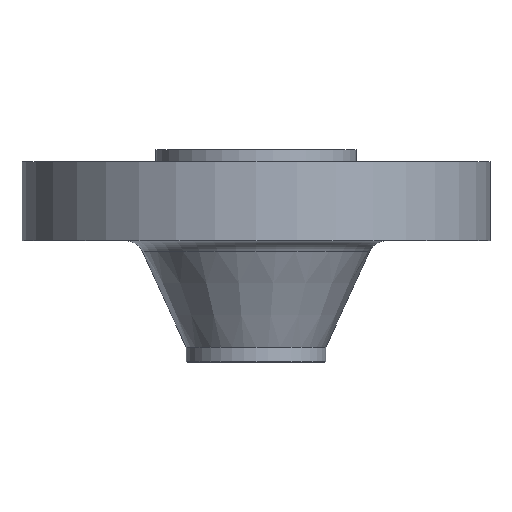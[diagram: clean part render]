
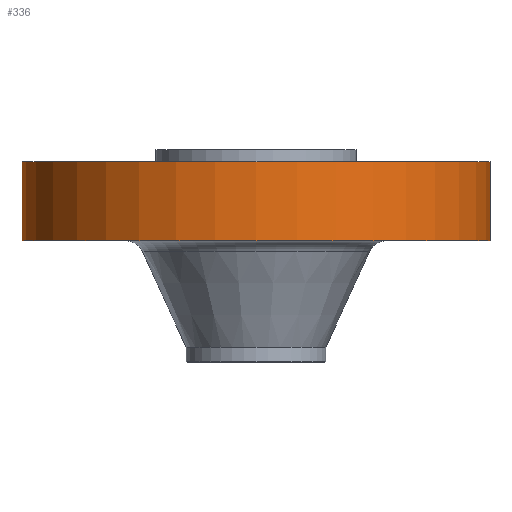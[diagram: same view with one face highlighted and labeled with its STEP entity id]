
A CAD part, front view. The second image highlights one B-rep face of the part: STEP entity #336.
In plain terms, the highlighted cylindrical face has radius 122.237 mm (diameter 244.475 mm), a partial arc.
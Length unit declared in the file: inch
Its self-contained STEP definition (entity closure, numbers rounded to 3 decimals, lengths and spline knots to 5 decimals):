
#16 = EDGE_CURVE ( 'NONE', #262, #165, #65, .T. ) ;
#51 = DIRECTION ( 'NONE',  ( 0., 0., 1. ) ) ;
#61 = EDGE_CURVE ( 'NONE', #405, #1005, #918, .T. ) ;
#63 = CYLINDRICAL_SURFACE ( 'NONE', #764, 4.8125 ) ;
#65 = LINE ( 'NONE', #684, #1116 ) ;
#108 = ORIENTED_EDGE ( 'NONE', *, *, #61, .F. ) ;
#146 = DIRECTION ( 'NONE',  ( 1., 0., 0. ) ) ;
#165 = VERTEX_POINT ( 'NONE', #447 ) ;
#210 = CIRCLE ( 'NONE', #881, 4.8125 ) ;
#262 = VERTEX_POINT ( 'NONE', #344 ) ;
#276 = ORIENTED_EDGE ( 'NONE', *, *, #664, .T. ) ;
#290 = VECTOR ( 'NONE', #558, 39.37008 ) ;
#330 = FACE_OUTER_BOUND ( 'NONE', #873, .T. ) ;
#335 = DIRECTION ( 'NONE',  ( 1., 0., 0. ) ) ;
#336 = ADVANCED_FACE ( 'NONE', ( #330 ), #63, .T. ) ;
#344 = CARTESIAN_POINT ( 'NONE',  ( 4.8125, 0., -1.875 ) ) ;
#349 = EDGE_CURVE ( 'NONE', #1005, #165, #784, .T. ) ;
#405 = VERTEX_POINT ( 'NONE', #489 ) ;
#447 = CARTESIAN_POINT ( 'NONE',  ( 4.8125, 0., -0.25 ) ) ;
#489 = CARTESIAN_POINT ( 'NONE',  ( -4.8125, 0., -1.875 ) ) ;
#513 = DIRECTION ( 'NONE',  ( 1., 0., 0. ) ) ;
#558 = DIRECTION ( 'NONE',  ( 0., 0., 1. ) ) ;
#576 = DIRECTION ( 'NONE',  ( 0., 0., 1. ) ) ;
#585 = ORIENTED_EDGE ( 'NONE', *, *, #16, .T. ) ;
#663 = CARTESIAN_POINT ( 'NONE',  ( 0., 0., 0. ) ) ;
#664 = EDGE_CURVE ( 'NONE', #405, #262, #210, .T. ) ;
#684 = CARTESIAN_POINT ( 'NONE',  ( 4.8125, 0., 0. ) ) ;
#764 = AXIS2_PLACEMENT_3D ( 'NONE', #663, #576, #335 ) ;
#784 = CIRCLE ( 'NONE', #1117, 4.8125 ) ;
#811 = DIRECTION ( 'NONE',  ( 0., 0., 1. ) ) ;
#832 = CARTESIAN_POINT ( 'NONE',  ( -4.8125, 0., 0. ) ) ;
#873 = EDGE_LOOP ( 'NONE', ( #108, #276, #585, #976 ) ) ;
#881 = AXIS2_PLACEMENT_3D ( 'NONE', #1119, #51, #146 ) ;
#918 = LINE ( 'NONE', #832, #290 ) ;
#943 = CARTESIAN_POINT ( 'NONE',  ( 0., 0., -0.25 ) ) ;
#976 = ORIENTED_EDGE ( 'NONE', *, *, #349, .F. ) ;
#1005 = VERTEX_POINT ( 'NONE', #1053 ) ;
#1014 = DIRECTION ( 'NONE',  ( 0., 0., 1. ) ) ;
#1053 = CARTESIAN_POINT ( 'NONE',  ( -4.8125, 0., -0.25 ) ) ;
#1116 = VECTOR ( 'NONE', #811, 39.37008 ) ;
#1117 = AXIS2_PLACEMENT_3D ( 'NONE', #943, #1014, #513 ) ;
#1119 = CARTESIAN_POINT ( 'NONE',  ( 0., 0., -1.875 ) ) ;
